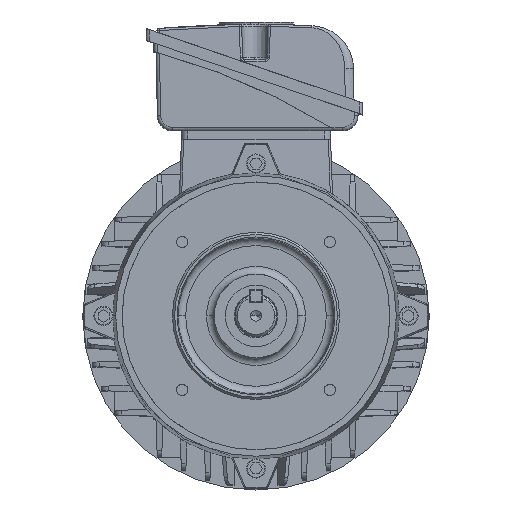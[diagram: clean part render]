
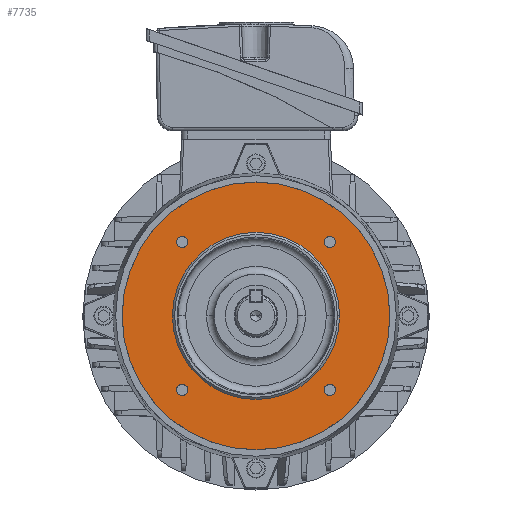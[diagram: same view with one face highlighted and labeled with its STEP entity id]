
A CAD part, top view. The second image highlights one B-rep face of the part: STEP entity #7735.
In plain terms, the highlighted planar face has unit normal (0, 0, 1).
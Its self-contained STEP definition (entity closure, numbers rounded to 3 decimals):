
#225 = EDGE_LOOP ( 'NONE', ( #53839, #30611 ) ) ;
#1420 = CIRCLE ( 'NONE', #56659, 2.553 ) ;
#1864 = FACE_BOUND ( 'NONE', #35753, .T. ) ;
#4184 = CIRCLE ( 'NONE', #24182, 2.553 ) ;
#4402 = CARTESIAN_POINT ( 'NONE',  ( 0., 0., 7.1 ) ) ;
#4690 = ORIENTED_EDGE ( 'NONE', *, *, #38803, .F. ) ;
#5407 = CIRCLE ( 'NONE', #29033, 38.1 ) ;
#5986 = DIRECTION ( 'NONE',  ( 0., 0., 1. ) ) ;
#6192 = DIRECTION ( 'NONE',  ( 1., 0., 0. ) ) ;
#6755 = CARTESIAN_POINT ( 'NONE',  ( 33.658, -33.658, 7.1 ) ) ;
#7235 = CARTESIAN_POINT ( 'NONE',  ( -61.026, 0., 7.1 ) ) ;
#7735 = ADVANCED_FACE ( 'NONE', ( #36418, #1864, #51604, #54391, #11525, #53679 ), #37046, .T. ) ;
#7794 = ORIENTED_EDGE ( 'NONE', *, *, #25015, .F. ) ;
#8380 = CARTESIAN_POINT ( 'NONE',  ( 33.658, 33.658, 7.1 ) ) ;
#9142 = AXIS2_PLACEMENT_3D ( 'NONE', #14834, #5986, #18696 ) ;
#10478 = AXIS2_PLACEMENT_3D ( 'NONE', #49399, #40145, #31230 ) ;
#11090 = CARTESIAN_POINT ( 'NONE',  ( 33.658, 33.658, 7.1 ) ) ;
#11109 = CARTESIAN_POINT ( 'NONE',  ( -36.211, -33.658, 7.1 ) ) ;
#11113 = CARTESIAN_POINT ( 'NONE',  ( 0., 0., 7.1 ) ) ;
#11525 = FACE_BOUND ( 'NONE', #42896, .T. ) ;
#11745 = VERTEX_POINT ( 'NONE', #45860 ) ;
#12643 = CARTESIAN_POINT ( 'NONE',  ( 0., 0., 7.1 ) ) ;
#12760 = AXIS2_PLACEMENT_3D ( 'NONE', #11113, #42071, #15596 ) ;
#13086 = CIRCLE ( 'NONE', #53819, 61.026 ) ;
#13278 = EDGE_CURVE ( 'NONE', #41392, #17871, #4184, .T. ) ;
#13647 = AXIS2_PLACEMENT_3D ( 'NONE', #8380, #17257, #23195 ) ;
#14834 = CARTESIAN_POINT ( 'NONE',  ( -33.658, -33.658, 7.1 ) ) ;
#15449 = CARTESIAN_POINT ( 'NONE',  ( -38.1, 0., 7.1 ) ) ;
#15596 = DIRECTION ( 'NONE',  ( -1., 0., 0. ) ) ;
#16824 = ORIENTED_EDGE ( 'NONE', *, *, #40771, .F. ) ;
#17198 = CIRCLE ( 'NONE', #13647, 2.553 ) ;
#17257 = DIRECTION ( 'NONE',  ( 0., 0., 1. ) ) ;
#17720 = ORIENTED_EDGE ( 'NONE', *, *, #33470, .T. ) ;
#17871 = VERTEX_POINT ( 'NONE', #53315 ) ;
#18236 = ORIENTED_EDGE ( 'NONE', *, *, #31476, .T. ) ;
#18696 = DIRECTION ( 'NONE',  ( 1., 0., 0. ) ) ;
#18934 = VERTEX_POINT ( 'NONE', #33200 ) ;
#19304 = CARTESIAN_POINT ( 'NONE',  ( 0., -70., 7.1 ) ) ;
#19858 = DIRECTION ( 'NONE',  ( 0., 0., 1. ) ) ;
#20184 = DIRECTION ( 'NONE',  ( 0., 0., 1. ) ) ;
#20199 = CARTESIAN_POINT ( 'NONE',  ( -33.658, 33.658, 7.1 ) ) ;
#20427 = CARTESIAN_POINT ( 'NONE',  ( 36.211, 33.658, 7.1 ) ) ;
#20502 = CARTESIAN_POINT ( 'NONE',  ( -31.106, -33.658, 7.1 ) ) ;
#20562 = VERTEX_POINT ( 'NONE', #41310 ) ;
#21534 = DIRECTION ( 'NONE',  ( -1., 0., 0. ) ) ;
#21924 = CIRCLE ( 'NONE', #10478, 2.553 ) ;
#21968 = ORIENTED_EDGE ( 'NONE', *, *, #13278, .F. ) ;
#21982 = EDGE_CURVE ( 'NONE', #29445, #47236, #13086, .T. ) ;
#22738 = CARTESIAN_POINT ( 'NONE',  ( -33.658, 33.658, 7.1 ) ) ;
#23195 = DIRECTION ( 'NONE',  ( 1., 0., 0. ) ) ;
#24020 = VERTEX_POINT ( 'NONE', #11109 ) ;
#24099 = AXIS2_PLACEMENT_3D ( 'NONE', #22738, #48467, #44218 ) ;
#24182 = AXIS2_PLACEMENT_3D ( 'NONE', #34154, #34913, #30281 ) ;
#24288 = DIRECTION ( 'NONE',  ( 0., 0., 1. ) ) ;
#24980 = DIRECTION ( 'NONE',  ( 1., 0., 0. ) ) ;
#25015 = EDGE_CURVE ( 'NONE', #17871, #41392, #50040, .T. ) ;
#25394 = CARTESIAN_POINT ( 'NONE',  ( 61.026, 0., 7.1 ) ) ;
#26126 = VERTEX_POINT ( 'NONE', #29809 ) ;
#26697 = CIRCLE ( 'NONE', #51642, 61.026 ) ;
#28184 = DIRECTION ( 'NONE',  ( 1., 0., 0. ) ) ;
#28901 = CARTESIAN_POINT ( 'NONE',  ( 0., 0., 7.1 ) ) ;
#29033 = AXIS2_PLACEMENT_3D ( 'NONE', #12643, #56925, #21534 ) ;
#29254 = DIRECTION ( 'NONE',  ( 0., 0., 1. ) ) ;
#29403 = CIRCLE ( 'NONE', #24099, 2.553 ) ;
#29445 = VERTEX_POINT ( 'NONE', #25394 ) ;
#29809 = CARTESIAN_POINT ( 'NONE',  ( -31.106, 33.658, 7.1 ) ) ;
#30139 = ORIENTED_EDGE ( 'NONE', *, *, #45504, .F. ) ;
#30169 = EDGE_CURVE ( 'NONE', #24020, #44673, #21924, .T. ) ;
#30281 = DIRECTION ( 'NONE',  ( 1., 0., 0. ) ) ;
#30611 = ORIENTED_EDGE ( 'NONE', *, *, #21982, .T. ) ;
#31199 = ORIENTED_EDGE ( 'NONE', *, *, #56344, .F. ) ;
#31230 = DIRECTION ( 'NONE',  ( 1., 0., 0. ) ) ;
#31476 = EDGE_CURVE ( 'NONE', #32390, #20562, #38012, .T. ) ;
#32390 = VERTEX_POINT ( 'NONE', #15449 ) ;
#33146 = EDGE_CURVE ( 'NONE', #44673, #24020, #33746, .T. ) ;
#33200 = CARTESIAN_POINT ( 'NONE',  ( -36.211, 33.658, 7.1 ) ) ;
#33470 = EDGE_CURVE ( 'NONE', #20562, #32390, #5407, .T. ) ;
#33746 = CIRCLE ( 'NONE', #9142, 2.553 ) ;
#34154 = CARTESIAN_POINT ( 'NONE',  ( 33.658, -33.658, 7.1 ) ) ;
#34529 = EDGE_CURVE ( 'NONE', #47236, #29445, #26697, .T. ) ;
#34913 = DIRECTION ( 'NONE',  ( 0., 0., 1. ) ) ;
#35287 = DIRECTION ( 'NONE',  ( 0., 0., 1. ) ) ;
#35753 = EDGE_LOOP ( 'NONE', ( #30139, #4690 ) ) ;
#36418 = FACE_BOUND ( 'NONE', #54991, .T. ) ;
#36529 = AXIS2_PLACEMENT_3D ( 'NONE', #6755, #24288, #6192 ) ;
#37046 = PLANE ( 'NONE',  #43912 ) ;
#37169 = DIRECTION ( 'NONE',  ( 1., 0., 0. ) ) ;
#38012 = CIRCLE ( 'NONE', #12760, 38.1 ) ;
#38638 = VERTEX_POINT ( 'NONE', #20427 ) ;
#38803 = EDGE_CURVE ( 'NONE', #11745, #38638, #1420, .T. ) ;
#39546 = DIRECTION ( 'NONE',  ( 1., 0., 0. ) ) ;
#40145 = DIRECTION ( 'NONE',  ( 0., 0., 1. ) ) ;
#40476 = CIRCLE ( 'NONE', #43478, 2.553 ) ;
#40771 = EDGE_CURVE ( 'NONE', #26126, #18934, #29403, .T. ) ;
#41310 = CARTESIAN_POINT ( 'NONE',  ( 38.1, 0., 7.1 ) ) ;
#41392 = VERTEX_POINT ( 'NONE', #57157 ) ;
#42071 = DIRECTION ( 'NONE',  ( 0., 0., -1. ) ) ;
#42584 = EDGE_LOOP ( 'NONE', ( #45980, #51316 ) ) ;
#42896 = EDGE_LOOP ( 'NONE', ( #18236, #17720 ) ) ;
#43478 = AXIS2_PLACEMENT_3D ( 'NONE', #20199, #29254, #24980 ) ;
#43912 = AXIS2_PLACEMENT_3D ( 'NONE', #19304, #54657, #28184 ) ;
#44218 = DIRECTION ( 'NONE',  ( 1., 0., 0. ) ) ;
#44673 = VERTEX_POINT ( 'NONE', #20502 ) ;
#45504 = EDGE_CURVE ( 'NONE', #38638, #11745, #17198, .T. ) ;
#45860 = CARTESIAN_POINT ( 'NONE',  ( 31.106, 33.658, 7.1 ) ) ;
#45980 = ORIENTED_EDGE ( 'NONE', *, *, #33146, .F. ) ;
#47236 = VERTEX_POINT ( 'NONE', #7235 ) ;
#48467 = DIRECTION ( 'NONE',  ( 0., 0., 1. ) ) ;
#49399 = CARTESIAN_POINT ( 'NONE',  ( -33.658, -33.658, 7.1 ) ) ;
#49783 = EDGE_LOOP ( 'NONE', ( #21968, #7794 ) ) ;
#50040 = CIRCLE ( 'NONE', #36529, 2.553 ) ;
#50763 = DIRECTION ( 'NONE',  ( 1., 0., 0. ) ) ;
#51316 = ORIENTED_EDGE ( 'NONE', *, *, #30169, .F. ) ;
#51604 = FACE_BOUND ( 'NONE', #49783, .T. ) ;
#51642 = AXIS2_PLACEMENT_3D ( 'NONE', #4402, #35287, #39546 ) ;
#53315 = CARTESIAN_POINT ( 'NONE',  ( 31.106, -33.658, 7.1 ) ) ;
#53679 = FACE_OUTER_BOUND ( 'NONE', #225, .T. ) ;
#53819 = AXIS2_PLACEMENT_3D ( 'NONE', #28901, #19858, #50763 ) ;
#53839 = ORIENTED_EDGE ( 'NONE', *, *, #34529, .T. ) ;
#54391 = FACE_BOUND ( 'NONE', #42584, .T. ) ;
#54657 = DIRECTION ( 'NONE',  ( 0., 0., 1. ) ) ;
#54991 = EDGE_LOOP ( 'NONE', ( #16824, #31199 ) ) ;
#56344 = EDGE_CURVE ( 'NONE', #18934, #26126, #40476, .T. ) ;
#56659 = AXIS2_PLACEMENT_3D ( 'NONE', #11090, #20184, #37169 ) ;
#56925 = DIRECTION ( 'NONE',  ( 0., 0., -1. ) ) ;
#57157 = CARTESIAN_POINT ( 'NONE',  ( 36.211, -33.658, 7.1 ) ) ;
